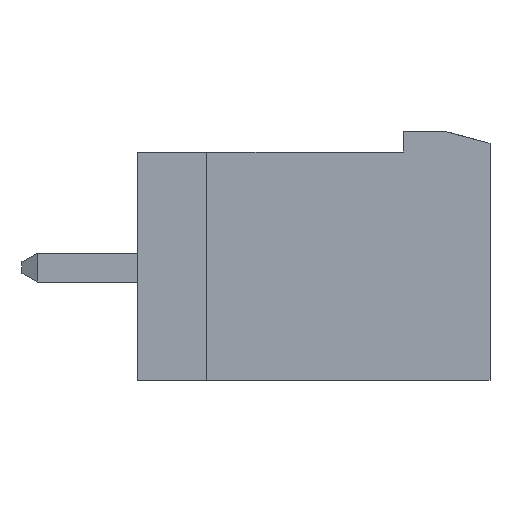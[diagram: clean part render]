
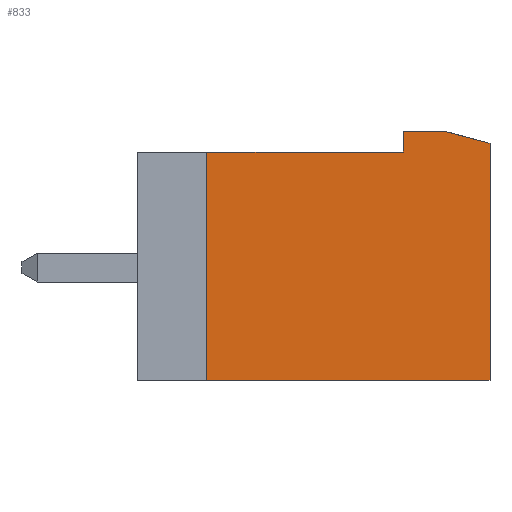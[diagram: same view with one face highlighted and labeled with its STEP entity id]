
A CAD part, front view. The second image highlights one B-rep face of the part: STEP entity #833.
In plain terms, the highlighted planar face has unit normal (0, -1, 0).
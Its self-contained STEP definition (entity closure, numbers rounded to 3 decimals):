
#833 = ADVANCED_FACE( '', ( #2226 ), #2227, .F. );
#2226 = FACE_OUTER_BOUND( '', #4226, .T. );
#2227 = PLANE( '', #4227 );
#4226 = EDGE_LOOP( '', ( #6704, #6705, #6706, #6707, #6708, #6709, #6710 ) );
#4227 = AXIS2_PLACEMENT_3D( '', #6711, #6712, #6713 );
#6704 = ORIENTED_EDGE( '', *, *, #12136, .T. );
#6705 = ORIENTED_EDGE( '', *, *, #12137, .T. );
#6706 = ORIENTED_EDGE( '', *, *, #12138, .T. );
#6707 = ORIENTED_EDGE( '', *, *, #12139, .T. );
#6708 = ORIENTED_EDGE( '', *, *, #11739, .T. );
#6709 = ORIENTED_EDGE( '', *, *, #12140, .T. );
#6710 = ORIENTED_EDGE( '', *, *, #12141, .T. );
#6711 = CARTESIAN_POINT( '', ( 0., -92.44, 330.7 ) );
#6712 = DIRECTION( '', ( 0., 1., 0. ) );
#6713 = DIRECTION( '', ( -1., 0., 0. ) );
#11739 = EDGE_CURVE( '', #14025, #14023, #14026, .T. );
#12136 = EDGE_CURVE( '', #14723, #14724, #14725, .T. );
#12137 = EDGE_CURVE( '', #14724, #14726, #14727, .T. );
#12138 = EDGE_CURVE( '', #14726, #14728, #14729, .T. );
#12139 = EDGE_CURVE( '', #14728, #14025, #14730, .T. );
#12140 = EDGE_CURVE( '', #14023, #14731, #14732, .T. );
#12141 = EDGE_CURVE( '', #14731, #14723, #14733, .T. );
#14023 = VERTEX_POINT( '', #17302 );
#14025 = VERTEX_POINT( '', #17305 );
#14026 = LINE( '', #17306, #17307 );
#14723 = VERTEX_POINT( '', #18320 );
#14724 = VERTEX_POINT( '', #18321 );
#14725 = LINE( '', #18322, #18323 );
#14726 = VERTEX_POINT( '', #18324 );
#14727 = LINE( '', #18325, #18326 );
#14728 = VERTEX_POINT( '', #18327 );
#14729 = LINE( '', #18328, #18329 );
#14730 = LINE( '', #18330, #18331 );
#14731 = VERTEX_POINT( '', #18332 );
#14732 = LINE( '', #18333, #18334 );
#14733 = LINE( '', #18335, #18336 );
#17302 = CARTESIAN_POINT( '', ( 3., -92.44, 330.3 ) );
#17305 = CARTESIAN_POINT( '', ( 3., -92.44, 322.1 ) );
#17306 = CARTESIAN_POINT( '', ( 3., -92.44, 330.3 ) );
#17307 = VECTOR( '', #21980, 1000. );
#18320 = CARTESIAN_POINT( '', ( 0., -92.44, 330.7 ) );
#18321 = CARTESIAN_POINT( '', ( 0., -92.44, 330. ) );
#18322 = CARTESIAN_POINT( '', ( 0., -92.44, 330.2 ) );
#18323 = VECTOR( '', #22321, 1000. );
#18324 = CARTESIAN_POINT( '', ( -6.8, -92.44, 330. ) );
#18325 = CARTESIAN_POINT( '', ( -6.8, -92.44, 330. ) );
#18326 = VECTOR( '', #22322, 1000. );
#18327 = CARTESIAN_POINT( '', ( -6.8, -92.44, 322.1 ) );
#18328 = CARTESIAN_POINT( '', ( -6.8, -92.44, 322.1 ) );
#18329 = VECTOR( '', #22323, 1000. );
#18330 = CARTESIAN_POINT( '', ( 3., -92.44, 322.1 ) );
#18331 = VECTOR( '', #22324, 1000. );
#18332 = CARTESIAN_POINT( '', ( 1.507, -92.44, 330.7 ) );
#18333 = CARTESIAN_POINT( '', ( 1.507, -92.44, 330.7 ) );
#18334 = VECTOR( '', #22325, 1000. );
#18335 = CARTESIAN_POINT( '', ( 0., -92.44, 330.7 ) );
#18336 = VECTOR( '', #22326, 1000. );
#21980 = DIRECTION( '', ( 0., 0., 1. ) );
#22321 = DIRECTION( '', ( 0., 0., -1. ) );
#22322 = DIRECTION( '', ( -1., 0., 0. ) );
#22323 = DIRECTION( '', ( 0., 0., -1. ) );
#22324 = DIRECTION( '', ( 1., 0., 0. ) );
#22325 = DIRECTION( '', ( -0.966, 0., 0.259 ) );
#22326 = DIRECTION( '', ( -1., 0., 0. ) );
